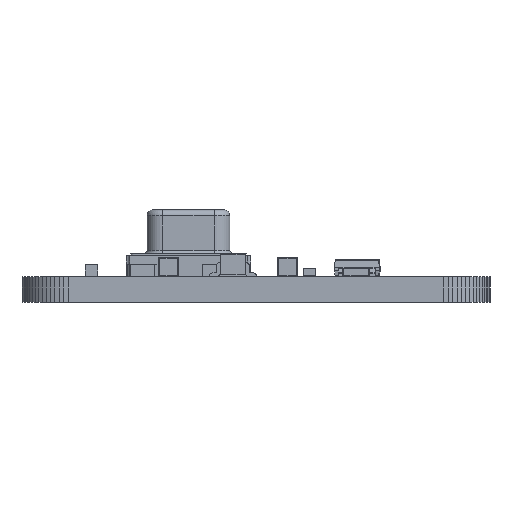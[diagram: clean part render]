
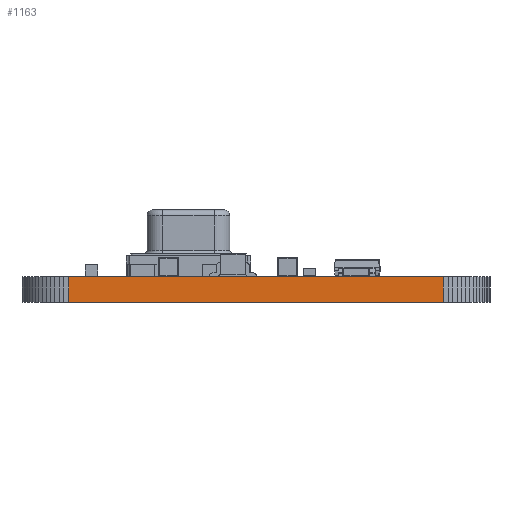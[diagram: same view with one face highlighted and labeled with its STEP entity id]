
A CAD part, left-side view. The second image highlights one B-rep face of the part: STEP entity #1163.
In plain terms, the highlighted planar face has unit normal (-1, 0, 0).
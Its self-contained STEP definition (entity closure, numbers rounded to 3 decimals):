
#1107 = VERTEX_POINT('',#1108);
#1108 = CARTESIAN_POINT('',(0.,-3.,0.82));
#1114 = EDGE_CURVE('',#1115,#1107,#1117,.T.);
#1115 = VERTEX_POINT('',#1116);
#1116 = CARTESIAN_POINT('',(0.,-3.,-0.82));
#1117 = LINE('',#1118,#1119);
#1118 = CARTESIAN_POINT('',(0.,-3.,-0.82));
#1119 = VECTOR('',#1120,1.);
#1120 = DIRECTION('',(0.,0.,1.));
#1163 = ADVANCED_FACE('',(#1164),#1189,.F.);
#1164 = FACE_BOUND('',#1165,.F.);
#1165 = EDGE_LOOP('',(#1166,#1167,#1175,#1183));
#1166 = ORIENTED_EDGE('',*,*,#1114,.T.);
#1167 = ORIENTED_EDGE('',*,*,#1168,.T.);
#1168 = EDGE_CURVE('',#1107,#1169,#1171,.T.);
#1169 = VERTEX_POINT('',#1170);
#1170 = CARTESIAN_POINT('',(0.,-27.,0.82));
#1171 = LINE('',#1172,#1173);
#1172 = CARTESIAN_POINT('',(0.,-3.,0.82));
#1173 = VECTOR('',#1174,1.);
#1174 = DIRECTION('',(0.,-1.,0.));
#1175 = ORIENTED_EDGE('',*,*,#1176,.F.);
#1176 = EDGE_CURVE('',#1177,#1169,#1179,.T.);
#1177 = VERTEX_POINT('',#1178);
#1178 = CARTESIAN_POINT('',(0.,-27.,-0.82));
#1179 = LINE('',#1180,#1181);
#1180 = CARTESIAN_POINT('',(0.,-27.,-0.82));
#1181 = VECTOR('',#1182,1.);
#1182 = DIRECTION('',(0.,0.,1.));
#1183 = ORIENTED_EDGE('',*,*,#1184,.F.);
#1184 = EDGE_CURVE('',#1115,#1177,#1185,.T.);
#1185 = LINE('',#1186,#1187);
#1186 = CARTESIAN_POINT('',(0.,-3.,-0.82));
#1187 = VECTOR('',#1188,1.);
#1188 = DIRECTION('',(0.,-1.,0.));
#1189 = PLANE('',#1190);
#1190 = AXIS2_PLACEMENT_3D('',#1191,#1192,#1193);
#1191 = CARTESIAN_POINT('',(0.,-3.,-0.82));
#1192 = DIRECTION('',(1.,0.,0.));
#1193 = DIRECTION('',(0.,-1.,0.));
